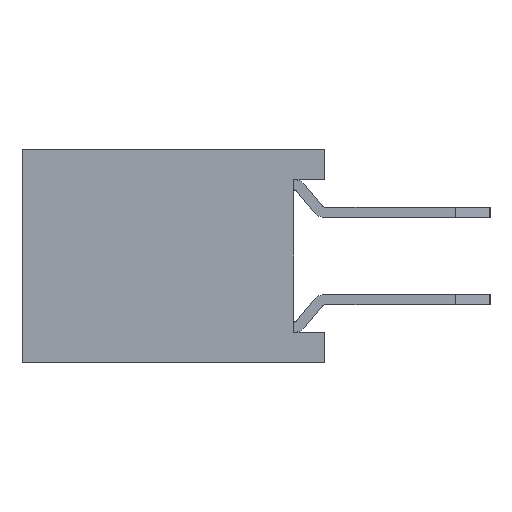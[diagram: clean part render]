
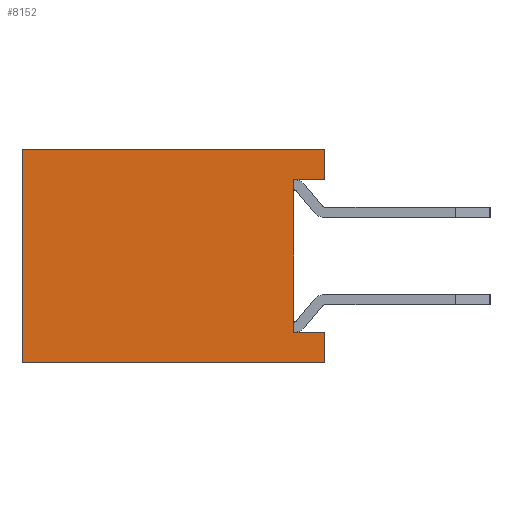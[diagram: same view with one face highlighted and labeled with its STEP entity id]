
A CAD part, left-side view. The second image highlights one B-rep face of the part: STEP entity #8152.
In plain terms, the highlighted planar face has unit normal (-1, 0, 0).
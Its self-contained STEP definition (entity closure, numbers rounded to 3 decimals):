
#8=DIRECTION('',(0.,0.,-1.));
#9=VECTOR('',#8,0.44);
#10=CARTESIAN_POINT('',(-9.775,-4.4,1.55));
#11=LINE('',#10,#9);
#16=DIRECTION('',(0.,1.,0.));
#17=VECTOR('',#16,0.45);
#18=CARTESIAN_POINT('',(-9.775,-4.4,1.11));
#19=LINE('',#18,#17);
#23=DIRECTION('',(0.,0.,-1.));
#24=VECTOR('',#23,2.22);
#25=CARTESIAN_POINT('',(-9.775,-3.95,1.11));
#26=LINE('',#25,#24);
#30=DIRECTION('',(0.,-1.,0.));
#31=VECTOR('',#30,0.45);
#32=CARTESIAN_POINT('',(-9.775,-3.95,-1.11));
#33=LINE('',#32,#31);
#37=DIRECTION('',(0.,0.,-1.));
#38=VECTOR('',#37,0.44);
#39=CARTESIAN_POINT('',(-9.775,-4.4,-1.11));
#40=LINE('',#39,#38);
#44=DIRECTION('',(0.,1.,0.));
#45=VECTOR('',#44,4.4);
#46=CARTESIAN_POINT('',(-9.775,-4.4,-1.55));
#47=LINE('',#46,#45);
#51=DIRECTION('',(0.,0.,1.));
#52=VECTOR('',#51,3.1);
#53=CARTESIAN_POINT('',(-9.775,0.,-1.55));
#54=LINE('',#53,#52);
#58=DIRECTION('',(0.,-1.,0.));
#59=VECTOR('',#58,4.4);
#60=CARTESIAN_POINT('',(-9.775,0.,1.55));
#61=LINE('',#60,#59);
#6897=CARTESIAN_POINT('',(-9.775,-4.4,1.55));
#6898=CARTESIAN_POINT('',(-9.775,-4.4,1.11));
#6899=VERTEX_POINT('',#6897);
#6900=VERTEX_POINT('',#6898);
#6901=CARTESIAN_POINT('',(-9.775,-3.95,1.11));
#6902=VERTEX_POINT('',#6901);
#6903=CARTESIAN_POINT('',(-9.775,-3.95,-1.11));
#6904=VERTEX_POINT('',#6903);
#6905=CARTESIAN_POINT('',(-9.775,-4.4,-1.11));
#6906=VERTEX_POINT('',#6905);
#6907=CARTESIAN_POINT('',(-9.775,-4.4,-1.55));
#6908=VERTEX_POINT('',#6907);
#6909=CARTESIAN_POINT('',(-9.775,0.,-1.55));
#6910=VERTEX_POINT('',#6909);
#6911=CARTESIAN_POINT('',(-9.775,0.,1.55));
#6912=VERTEX_POINT('',#6911);
#8129=CARTESIAN_POINT('',(-9.775,0.,0.));
#8130=DIRECTION('',(1.,0.,0.));
#8131=DIRECTION('',(0.,0.,-1.));
#8132=AXIS2_PLACEMENT_3D('',#8129,#8130,#8131);
#8133=PLANE('',#8132);
#8135=ORIENTED_EDGE('',*,*,#8134,.T.);
#8137=ORIENTED_EDGE('',*,*,#8136,.T.);
#8139=ORIENTED_EDGE('',*,*,#8138,.T.);
#8141=ORIENTED_EDGE('',*,*,#8140,.T.);
#8143=ORIENTED_EDGE('',*,*,#8142,.T.);
#8145=ORIENTED_EDGE('',*,*,#8144,.T.);
#8147=ORIENTED_EDGE('',*,*,#8146,.T.);
#8149=ORIENTED_EDGE('',*,*,#8148,.T.);
#8150=EDGE_LOOP('',(#8135,#8137,#8139,#8141,#8143,#8145,#8147,#8149));
#8151=FACE_OUTER_BOUND('',#8150,.F.);
#8134=EDGE_CURVE('',#6899,#6900,#11,.T.);
#8136=EDGE_CURVE('',#6900,#6902,#19,.T.);
#8138=EDGE_CURVE('',#6902,#6904,#26,.T.);
#8140=EDGE_CURVE('',#6904,#6906,#33,.T.);
#8142=EDGE_CURVE('',#6906,#6908,#40,.T.);
#8144=EDGE_CURVE('',#6908,#6910,#47,.T.);
#8146=EDGE_CURVE('',#6910,#6912,#54,.T.);
#8148=EDGE_CURVE('',#6912,#6899,#61,.T.);
#8152=ADVANCED_FACE('',(#8151),#8133,.F.);
